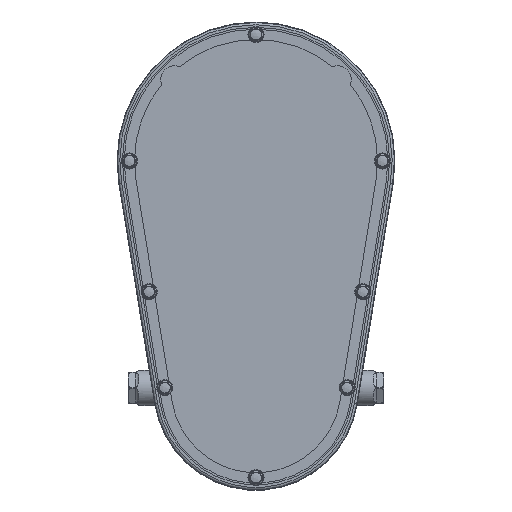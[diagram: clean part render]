
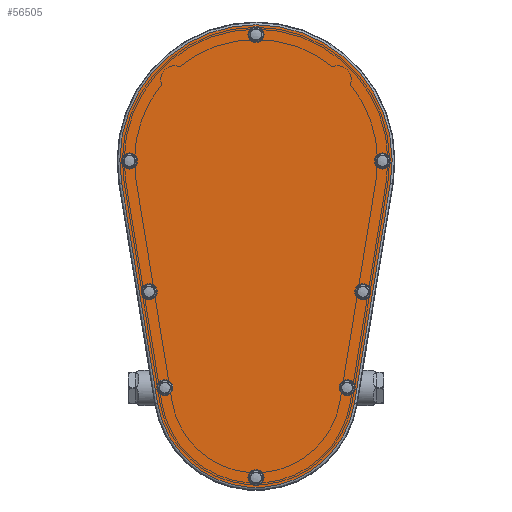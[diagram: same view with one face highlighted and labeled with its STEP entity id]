
A CAD part, top view. The second image highlights one B-rep face of the part: STEP entity #56505.
In plain terms, the highlighted planar face has unit normal (0, 0, 1).
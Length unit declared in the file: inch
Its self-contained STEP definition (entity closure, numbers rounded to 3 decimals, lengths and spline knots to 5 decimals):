
#78 = VERTEX_POINT ( 'NONE', #63819 ) ;
#445 = AXIS2_PLACEMENT_3D ( 'NONE', #17941, #47495, #32936 ) ;
#499 = CIRCLE ( 'NONE', #25325, 0.22206 ) ;
#1311 = AXIS2_PLACEMENT_3D ( 'NONE', #88571, #95861, #73513 ) ;
#1681 = DIRECTION ( 'NONE',  ( -1., 0., 0. ) ) ;
#1759 = CARTESIAN_POINT ( 'NONE',  ( 0., 6.35722, 5.11756 ) ) ;
#1869 = EDGE_LOOP ( 'NONE', ( #62567 ) ) ;
#2160 = DIRECTION ( 'NONE',  ( 0., 0., -1. ) ) ;
#2204 = CARTESIAN_POINT ( 'NONE',  ( -3.76907, 5.74231, 5.11756 ) ) ;
#2931 = EDGE_LOOP ( 'NONE', ( #95829, #25641, #68054, #3893 ) ) ;
#3550 = CIRCLE ( 'NONE', #445, 0.22206 ) ;
#3622 = VERTEX_POINT ( 'NONE', #33691 ) ;
#3893 = ORIENTED_EDGE ( 'NONE', *, *, #40495, .T. ) ;
#6481 = VERTEX_POINT ( 'NONE', #26907 ) ;
#7200 = CARTESIAN_POINT ( 'NONE',  ( 3.32558, 6.35722, 5.11756 ) ) ;
#9450 = FACE_BOUND ( 'NONE', #20796, .T. ) ;
#10069 = CARTESIAN_POINT ( 'NONE',  ( -2.77415, 2.68979, 5.11756 ) ) ;
#10344 = VERTEX_POINT ( 'NONE', #82498 ) ;
#10880 = DIRECTION ( 'NONE',  ( 0., 0., 1. ) ) ;
#13142 = AXIS2_PLACEMENT_3D ( 'NONE', #28771, #29255, #14208 ) ;
#13398 = VECTOR ( 'NONE', #70113, 39.37008 ) ;
#14208 = DIRECTION ( 'NONE',  ( 1., 0., 0. ) ) ;
#15318 = FACE_BOUND ( 'NONE', #48403, .T. ) ;
#16754 = FACE_BOUND ( 'NONE', #87396, .T. ) ;
#17941 = CARTESIAN_POINT ( 'NONE',  ( 3.54764, 6.35722, 5.11756 ) ) ;
#18377 = CIRCLE ( 'NONE', #1311, 0.22206 ) ;
#18957 = VERTEX_POINT ( 'NONE', #85959 ) ;
#19031 = VECTOR ( 'NONE', #66666, 39.37008 ) ;
#19218 = ORIENTED_EDGE ( 'NONE', *, *, #71088, .F. ) ;
#19353 = CARTESIAN_POINT ( 'NONE',  ( 0., 9.90486, 5.11756 ) ) ;
#20796 = EDGE_LOOP ( 'NONE', ( #48845 ) ) ;
#21371 = CARTESIAN_POINT ( 'NONE',  ( 2.99621, 2.68979, 5.11756 ) ) ;
#22427 = CIRCLE ( 'NONE', #47164, 3.8189 ) ;
#22826 = DIRECTION ( 'NONE',  ( -1., 0., 0. ) ) ;
#23328 = EDGE_CURVE ( 'NONE', #62787, #62787, #18377, .T. ) ;
#25325 = AXIS2_PLACEMENT_3D ( 'NONE', #75898, #10880, #47728 ) ;
#25641 = ORIENTED_EDGE ( 'NONE', *, *, #84821, .T. ) ;
#26907 = CARTESIAN_POINT ( 'NONE',  ( -3.7697, 6.35722, 5.11756 ) ) ;
#28475 = CIRCLE ( 'NONE', #31530, 0.22206 ) ;
#28771 = CARTESIAN_POINT ( 'NONE',  ( -2.99621, 2.68979, 5.11756 ) ) ;
#29255 = DIRECTION ( 'NONE',  ( 0., 0., 1. ) ) ;
#30333 = FACE_BOUND ( 'NONE', #87999, .T. ) ;
#30850 = VERTEX_POINT ( 'NONE', #60904 ) ;
#31530 = AXIS2_PLACEMENT_3D ( 'NONE', #89914, #52995, #83076 ) ;
#32381 = VERTEX_POINT ( 'NONE', #10069 ) ;
#32936 = DIRECTION ( 'NONE',  ( -1., 0., 0. ) ) ;
#33691 = CARTESIAN_POINT ( 'NONE',  ( 2.33532, 0., 5.11756 ) ) ;
#35681 = CARTESIAN_POINT ( 'NONE',  ( 0., 10.12692, 5.11756 ) ) ;
#38786 = ORIENTED_EDGE ( 'NONE', *, *, #54028, .F. ) ;
#38961 = CIRCLE ( 'NONE', #55974, 0.22206 ) ;
#39557 = LINE ( 'NONE', #2204, #13398 ) ;
#40495 = EDGE_CURVE ( 'NONE', #91157, #78, #51607, .T. ) ;
#42672 = EDGE_CURVE ( 'NONE', #92784, #92784, #3550, .T. ) ;
#43054 = CARTESIAN_POINT ( 'NONE',  ( 0., 0., 5.11756 ) ) ;
#43724 = EDGE_CURVE ( 'NONE', #79971, #79971, #28475, .T. ) ;
#44667 = EDGE_LOOP ( 'NONE', ( #38786 ) ) ;
#44755 = EDGE_CURVE ( 'NONE', #78, #10344, #22427, .T. ) ;
#45350 = CARTESIAN_POINT ( 'NONE',  ( 0., 6.35722, 5.11756 ) ) ;
#47164 = AXIS2_PLACEMENT_3D ( 'NONE', #1759, #90095, #68236 ) ;
#47495 = DIRECTION ( 'NONE',  ( 0., 0., 1. ) ) ;
#47728 = DIRECTION ( 'NONE',  ( -1., 0., 0. ) ) ;
#48403 = EDGE_LOOP ( 'NONE', ( #19218 ) ) ;
#48845 = ORIENTED_EDGE ( 'NONE', *, *, #63030, .F. ) ;
#48906 = DIRECTION ( 'NONE',  ( 0., 0., 1. ) ) ;
#49842 = DIRECTION ( 'NONE',  ( 0., 1., 0. ) ) ;
#50909 = DIRECTION ( 'NONE',  ( 0., 0., 1. ) ) ;
#51607 = LINE ( 'NONE', #60349, #19031 ) ;
#51918 = ORIENTED_EDGE ( 'NONE', *, *, #67669, .F. ) ;
#52995 = DIRECTION ( 'NONE',  ( 0., 0., 1. ) ) ;
#53593 = FACE_BOUND ( 'NONE', #1869, .T. ) ;
#54028 = EDGE_CURVE ( 'NONE', #32381, #32381, #70518, .T. ) ;
#55013 = CARTESIAN_POINT ( 'NONE',  ( -0.22206, -2.52402, 5.11756 ) ) ;
#55929 = AXIS2_PLACEMENT_3D ( 'NONE', #43054, #92638, #63021 ) ;
#55974 = AXIS2_PLACEMENT_3D ( 'NONE', #21371, #50909, #22826 ) ;
#56304 = DIRECTION ( 'NONE',  ( 0., 0., 1. ) ) ;
#56505 = ADVANCED_FACE ( 'NONE', ( #9450, #16754, #30333, #59914, #53593, #60869, #15318, #61346, #68158 ), #90491, .F. ) ;
#58315 = ORIENTED_EDGE ( 'NONE', *, *, #42672, .F. ) ;
#58443 = AXIS2_PLACEMENT_3D ( 'NONE', #45350, #2160, #1681 ) ;
#59914 = FACE_BOUND ( 'NONE', #68353, .T. ) ;
#60349 = CARTESIAN_POINT ( 'NONE',  ( 3.76907, 5.74231, 5.11756 ) ) ;
#60869 = FACE_BOUND ( 'NONE', #90343, .T. ) ;
#60904 = CARTESIAN_POINT ( 'NONE',  ( 2.77415, 2.68979, 5.11756 ) ) ;
#61346 = FACE_BOUND ( 'NONE', #44667, .T. ) ;
#61550 = ORIENTED_EDGE ( 'NONE', *, *, #43724, .F. ) ;
#62567 = ORIENTED_EDGE ( 'NONE', *, *, #23328, .F. ) ;
#62787 = VERTEX_POINT ( 'NONE', #55013 ) ;
#63021 = DIRECTION ( 'NONE',  ( -1., 0., 0. ) ) ;
#63030 = EDGE_CURVE ( 'NONE', #72094, #72094, #76105, .T. ) ;
#63072 = EDGE_CURVE ( 'NONE', #18957, #91157, #72967, .T. ) ;
#63819 = CARTESIAN_POINT ( 'NONE',  ( 3.76907, 5.74231, 5.11756 ) ) ;
#64069 = CARTESIAN_POINT ( 'NONE',  ( -3.54764, 6.35722, 5.11756 ) ) ;
#66666 = DIRECTION ( 'NONE',  ( 0.161, 0.987, 0. ) ) ;
#67669 = EDGE_CURVE ( 'NONE', #30850, #30850, #38961, .T. ) ;
#68054 = ORIENTED_EDGE ( 'NONE', *, *, #63072, .T. ) ;
#68158 = FACE_OUTER_BOUND ( 'NONE', #2931, .T. ) ;
#68236 = DIRECTION ( 'NONE',  ( -1., 0., 0. ) ) ;
#68353 = EDGE_LOOP ( 'NONE', ( #61550 ) ) ;
#70113 = DIRECTION ( 'NONE',  ( 0.161, -0.987, 0. ) ) ;
#70518 = CIRCLE ( 'NONE', #13142, 0.22206 ) ;
#70919 = CARTESIAN_POINT ( 'NONE',  ( -2.33532, 0., 5.11756 ) ) ;
#71088 = EDGE_CURVE ( 'NONE', #3622, #3622, #499, .T. ) ;
#72094 = VERTEX_POINT ( 'NONE', #35681 ) ;
#72307 = CARTESIAN_POINT ( 'NONE',  ( 2.7588, -0.45009, 5.11756 ) ) ;
#72967 = CIRCLE ( 'NONE', #55929, 2.79528 ) ;
#73513 = DIRECTION ( 'NONE',  ( -1., 0., 0. ) ) ;
#75284 = AXIS2_PLACEMENT_3D ( 'NONE', #64069, #56304, #94165 ) ;
#75353 = ORIENTED_EDGE ( 'NONE', *, *, #76036, .F. ) ;
#75898 = CARTESIAN_POINT ( 'NONE',  ( 2.55739, 0., 5.11756 ) ) ;
#76036 = EDGE_CURVE ( 'NONE', #6481, #6481, #93857, .T. ) ;
#76105 = CIRCLE ( 'NONE', #77635, 0.22206 ) ;
#77635 = AXIS2_PLACEMENT_3D ( 'NONE', #19353, #48906, #49842 ) ;
#79971 = VERTEX_POINT ( 'NONE', #70919 ) ;
#82498 = CARTESIAN_POINT ( 'NONE',  ( -3.76907, 5.74231, 5.11756 ) ) ;
#83076 = DIRECTION ( 'NONE',  ( 1., 0., 0. ) ) ;
#84821 = EDGE_CURVE ( 'NONE', #10344, #18957, #39557, .T. ) ;
#85959 = CARTESIAN_POINT ( 'NONE',  ( -2.7588, -0.45009, 5.11756 ) ) ;
#87396 = EDGE_LOOP ( 'NONE', ( #58315 ) ) ;
#87999 = EDGE_LOOP ( 'NONE', ( #75353 ) ) ;
#88571 = CARTESIAN_POINT ( 'NONE',  ( 0., -2.52402, 5.11756 ) ) ;
#89914 = CARTESIAN_POINT ( 'NONE',  ( -2.55739, 0., 5.11756 ) ) ;
#90095 = DIRECTION ( 'NONE',  ( 0., 0., 1. ) ) ;
#90343 = EDGE_LOOP ( 'NONE', ( #51918 ) ) ;
#90491 = PLANE ( 'NONE',  #58443 ) ;
#91157 = VERTEX_POINT ( 'NONE', #72307 ) ;
#92638 = DIRECTION ( 'NONE',  ( 0., 0., 1. ) ) ;
#92784 = VERTEX_POINT ( 'NONE', #7200 ) ;
#93857 = CIRCLE ( 'NONE', #75284, 0.22206 ) ;
#94165 = DIRECTION ( 'NONE',  ( -1., 0., 0. ) ) ;
#95829 = ORIENTED_EDGE ( 'NONE', *, *, #44755, .T. ) ;
#95861 = DIRECTION ( 'NONE',  ( 0., 0., 1. ) ) ;
